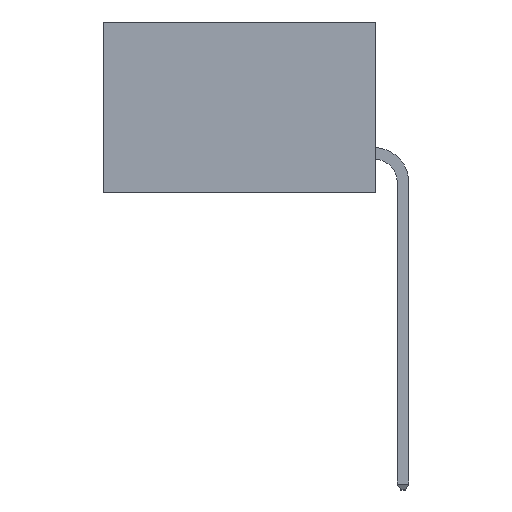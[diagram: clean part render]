
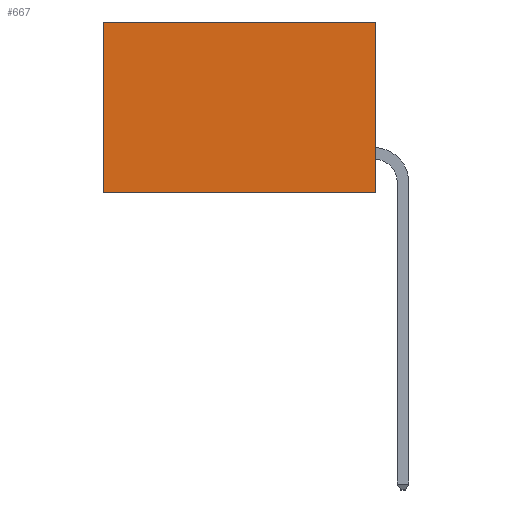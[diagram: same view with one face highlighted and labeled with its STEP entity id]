
A CAD part, left-side view. The second image highlights one B-rep face of the part: STEP entity #667.
In plain terms, the highlighted planar face has unit normal (-1, 0, 0).
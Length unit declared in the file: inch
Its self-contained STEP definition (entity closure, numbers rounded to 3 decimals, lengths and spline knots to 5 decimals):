
#202 = CARTESIAN_POINT ( 'NONE',  ( 0.277, 0., 0. ) ) ;
#345 = DIRECTION ( 'NONE',  ( 0., 0., -1. ) ) ;
#356 = DIRECTION ( 'NONE',  ( 1., 0., 0. ) ) ;
#373 = VERTEX_POINT ( 'NONE', #6379 ) ;
#378 = DIRECTION ( 'NONE',  ( 0., 0., -1. ) ) ;
#390 = PLANE ( 'NONE',  #435 ) ;
#435 = AXIS2_PLACEMENT_3D ( 'NONE', #578, #356, #345 ) ;
#578 = CARTESIAN_POINT ( 'NONE',  ( 0.277, 0., -0.37 ) ) ;
#667 = ADVANCED_FACE ( 'NONE', ( #4742 ), #390, .F. ) ;
#1216 = EDGE_CURVE ( 'NONE', #6202, #373, #3556, .T. ) ;
#1259 = EDGE_CURVE ( 'NONE', #4836, #373, #7364, .T. ) ;
#1721 = VECTOR ( 'NONE', #4296, 39.37008 ) ;
#2025 = LINE ( 'NONE', #2125, #6399 ) ;
#2125 = CARTESIAN_POINT ( 'NONE',  ( 0.277, 0., -0.37 ) ) ;
#2175 = EDGE_CURVE ( 'NONE', #6593, #6202, #6297, .T. ) ;
#2194 = EDGE_LOOP ( 'NONE', ( #7226, #6821, #4603, #3343 ) ) ;
#3041 = CARTESIAN_POINT ( 'NONE',  ( 0.277, 0., -0.37 ) ) ;
#3343 = ORIENTED_EDGE ( 'NONE', *, *, #2175, .T. ) ;
#3356 = VECTOR ( 'NONE', #6310, 39.37008 ) ;
#3556 = LINE ( 'NONE', #4948, #3356 ) ;
#4011 = CARTESIAN_POINT ( 'NONE',  ( 0.277, 0., -0.37 ) ) ;
#4296 = DIRECTION ( 'NONE',  ( 0., 1., 0. ) ) ;
#4603 = ORIENTED_EDGE ( 'NONE', *, *, #6414, .F. ) ;
#4742 = FACE_OUTER_BOUND ( 'NONE', #2194, .T. ) ;
#4836 = VERTEX_POINT ( 'NONE', #3041 ) ;
#4948 = CARTESIAN_POINT ( 'NONE',  ( 0.277, 0.59, -0.37 ) ) ;
#5002 = DIRECTION ( 'NONE',  ( 0., 1., 0. ) ) ;
#6202 = VERTEX_POINT ( 'NONE', #6515 ) ;
#6297 = LINE ( 'NONE', #6986, #1721 ) ;
#6308 = VECTOR ( 'NONE', #5002, 39.37008 ) ;
#6310 = DIRECTION ( 'NONE',  ( 0., 0., -1. ) ) ;
#6379 = CARTESIAN_POINT ( 'NONE',  ( 0.277, 0.59, -0.37 ) ) ;
#6399 = VECTOR ( 'NONE', #378, 39.37008 ) ;
#6414 = EDGE_CURVE ( 'NONE', #6593, #4836, #2025, .T. ) ;
#6515 = CARTESIAN_POINT ( 'NONE',  ( 0.277, 0.59, 0. ) ) ;
#6593 = VERTEX_POINT ( 'NONE', #202 ) ;
#6821 = ORIENTED_EDGE ( 'NONE', *, *, #1259, .F. ) ;
#6986 = CARTESIAN_POINT ( 'NONE',  ( 0.277, 0., 0. ) ) ;
#7226 = ORIENTED_EDGE ( 'NONE', *, *, #1216, .T. ) ;
#7364 = LINE ( 'NONE', #4011, #6308 ) ;
